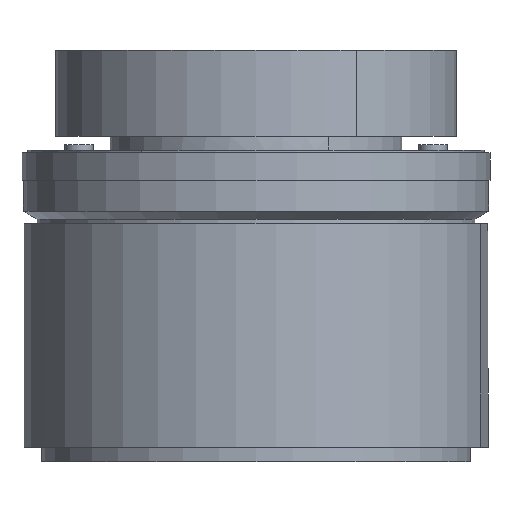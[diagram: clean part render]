
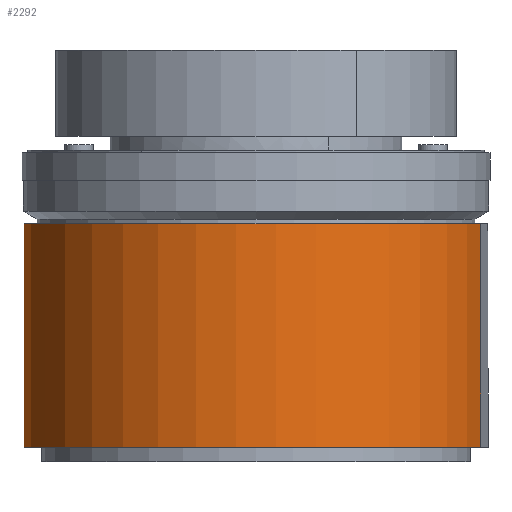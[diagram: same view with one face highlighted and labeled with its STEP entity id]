
A CAD part, front view. The second image highlights one B-rep face of the part: STEP entity #2292.
In plain terms, the highlighted cylindrical face has radius 25.5 mm (diameter 51 mm), a partial arc.
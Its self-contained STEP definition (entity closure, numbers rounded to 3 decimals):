
#328 = LINE ( 'NONE', #338, #337 ) ;
#337 = VECTOR ( 'NONE', #341, 1000. ) ;
#338 = CARTESIAN_POINT ( 'NONE',  ( 24.631, -6.6, 24.5 ) ) ;
#341 = DIRECTION ( 'NONE',  ( 0., 0., -1. ) ) ;
#443 = CARTESIAN_POINT ( 'NONE',  ( 24.631, -6.6, 0. ) ) ;
#447 = CARTESIAN_POINT ( 'NONE',  ( 24.631, -6.6, 24.5 ) ) ;
#455 = CARTESIAN_POINT ( 'NONE',  ( -24.631, 6.6, 24.5 ) ) ;
#487 = DIRECTION ( 'NONE',  ( 0., 0., -1. ) ) ;
#497 = VECTOR ( 'NONE', #487, 1000. ) ;
#498 = CARTESIAN_POINT ( 'NONE',  ( -24.631, 6.6, 24.5 ) ) ;
#499 = LINE ( 'NONE', #498, #497 ) ;
#567 = CARTESIAN_POINT ( 'NONE',  ( -24.631, 6.6, 0. ) ) ;
#569 = CIRCLE ( 'NONE', #592, 25.5 ) ;
#586 = DIRECTION ( 'NONE',  ( 0.966, -0.259, 0. ) ) ;
#587 = DIRECTION ( 'NONE',  ( 0., 0., 1. ) ) ;
#591 = CARTESIAN_POINT ( 'NONE',  ( 0., 0., 0. ) ) ;
#592 = AXIS2_PLACEMENT_3D ( 'NONE', #591, #587, #586 ) ;
#620 = DIRECTION ( 'NONE',  ( -0.966, 0.259, 0. ) ) ;
#621 = DIRECTION ( 'NONE',  ( 0., 0., -1. ) ) ;
#628 = CARTESIAN_POINT ( 'NONE',  ( 0., 0., 24.5 ) ) ;
#629 = AXIS2_PLACEMENT_3D ( 'NONE', #628, #621, #620 ) ;
#630 = CYLINDRICAL_SURFACE ( 'NONE', #629, 25.5 ) ;
#631 = FACE_OUTER_BOUND ( 'NONE', #2280, .T. ) ;
#633 = AXIS2_PLACEMENT_3D ( 'NONE', #654, #651, #662 ) ;
#634 = CIRCLE ( 'NONE', #633, 25.5 ) ;
#651 = DIRECTION ( 'NONE',  ( 0., 0., 1. ) ) ;
#654 = CARTESIAN_POINT ( 'NONE',  ( 0., 0., 24.5 ) ) ;
#662 = DIRECTION ( 'NONE',  ( 0.966, -0.259, 0. ) ) ;
#2198 = EDGE_CURVE ( 'NONE', #2246, #2227, #328, .T. ) ;
#2217 = VERTEX_POINT ( 'NONE', #455 ) ;
#2227 = VERTEX_POINT ( 'NONE', #443 ) ;
#2246 = VERTEX_POINT ( 'NONE', #447 ) ;
#2255 = EDGE_CURVE ( 'NONE', #2217, #2260, #499, .T. ) ;
#2260 = VERTEX_POINT ( 'NONE', #567 ) ;
#2280 = EDGE_LOOP ( 'NONE', ( #2284, #2285, #2317, #2282 ) ) ;
#2282 = ORIENTED_EDGE ( 'NONE', *, *, #2283, .T. ) ;
#2283 = EDGE_CURVE ( 'NONE', #2260, #2227, #569, .T. ) ;
#2284 = ORIENTED_EDGE ( 'NONE', *, *, #2198, .F. ) ;
#2285 = ORIENTED_EDGE ( 'NONE', *, *, #2311, .F. ) ;
#2292 = ADVANCED_FACE ( 'NONE', ( #631 ), #630, .T. ) ;
#2311 = EDGE_CURVE ( 'NONE', #2217, #2246, #634, .T. ) ;
#2317 = ORIENTED_EDGE ( 'NONE', *, *, #2255, .T. ) ;
